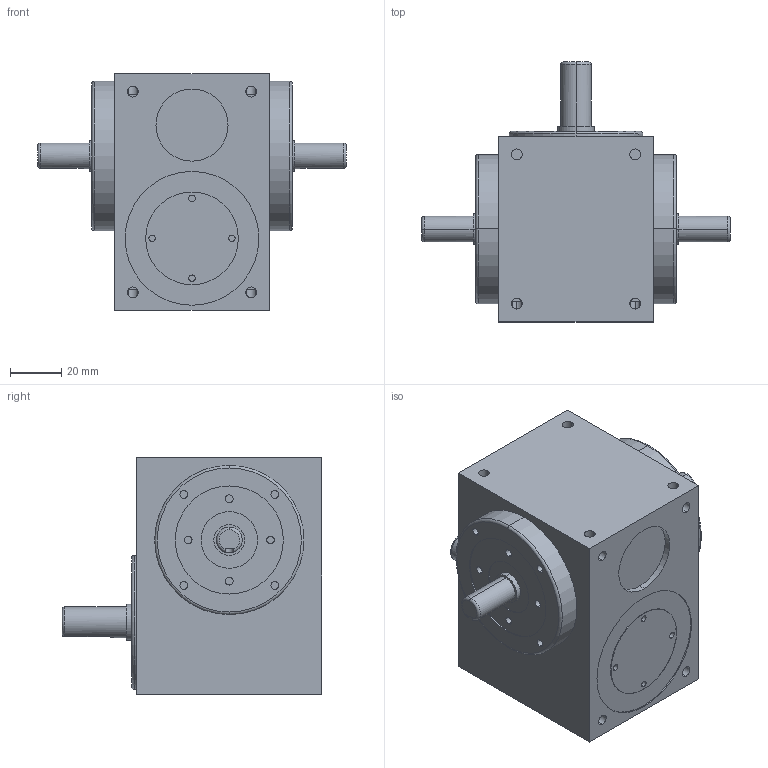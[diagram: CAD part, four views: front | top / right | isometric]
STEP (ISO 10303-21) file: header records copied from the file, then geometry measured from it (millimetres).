
FILE_DESCRIPTION (( 'STEP AP203' ), '1' );
FILE_NAME ('DS032.STEP', '2025-06-19T11:18:18', ( '' ), ( '' ), 'SwSTEP 2.0', 'SolidWorks 2018', '' );
FILE_SCHEMA (( 'CONFIG_CONTROL_DESIGN' ));
Length unit declared in the file: millimetre
Products named in the file (1): DS032
Bounding box: 120 x 101 x 92 mm (x, y, z)
Volume: 449303.4 mm3; surface area: 41444.1 mm2
Topology: 1 solids, 1 shells, 253 faces, 537 edges, 335 vertices
Faces by surface type: cylinder 130, plane 112, torus 11
Entity records: 7213 total; most frequent: CARTESIAN_POINT 1556, DIRECTION 1252, ORIENTED_EDGE 1074, EDGE_CURVE 537, AXIS2_PLACEMENT_3D 505, VERTEX_POINT 335, EDGE_LOOP 310, FACE_OUTER_BOUND 253
